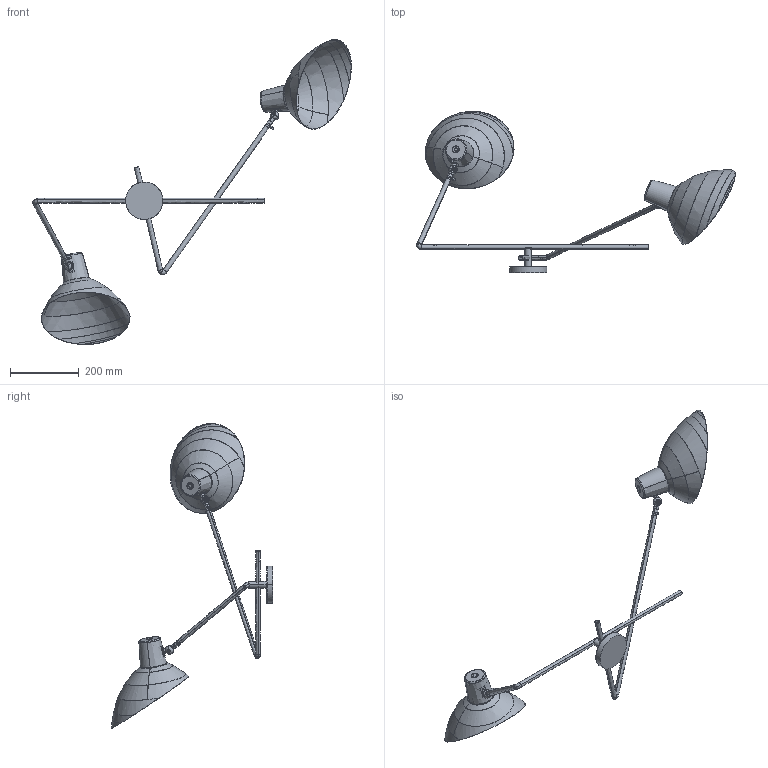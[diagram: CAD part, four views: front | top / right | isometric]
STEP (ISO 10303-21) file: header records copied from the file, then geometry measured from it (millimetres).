
FILE_DESCRIPTION(/* description */ (''),/* implementation_level */ '2;1');
FILE_NAME(/* name */ 'Astep VV Cinquanta Twin',/* time_stamp */ '2018-05-14T12:12:08+02:00',/* author */ (''),/* organization */ (''),/* preprocessor_version */ 'ST-DEVELOPER v15',/* originating_system */ '',/* authorisation */ '');
FILE_SCHEMA (('AUTOMOTIVE_DESIGN'));
Length unit declared in the file: millimetre
Products named in the file (1): Document
Bounding box: 926.24 x 470.34 x 886.42 mm (x, y, z)
Volume: 312347.1 mm3; surface area: 594804.8 mm2
Topology: 23 solids, 27 shells, 472 faces, 1221 edges, 793 vertices
Faces by surface type: bspline 352, plane 120
Entity records: 20366 total; most frequent: CARTESIAN_POINT 13194, ORIENTED_EDGE 2372, EDGE_CURVE 1198, VERTEX_POINT 779, B_SPLINE_CURVE_WITH_KNOTS 541, EDGE_LOOP 539, ADVANCED_FACE 472, FACE_OUTER_BOUND 472
